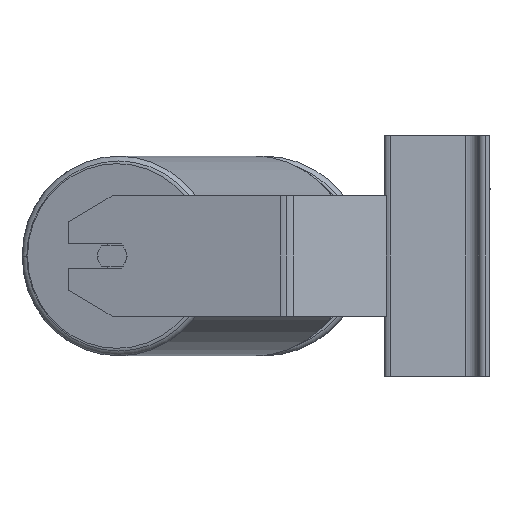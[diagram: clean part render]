
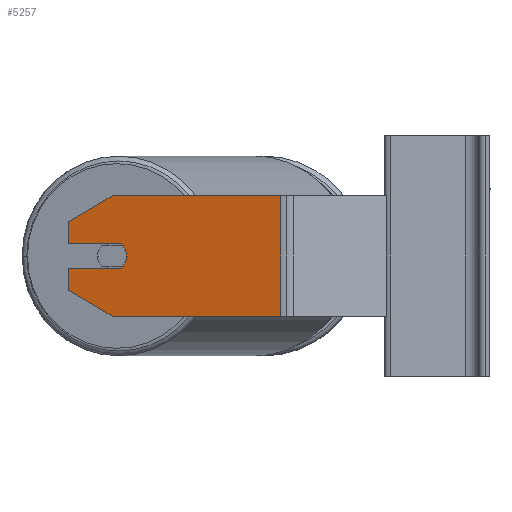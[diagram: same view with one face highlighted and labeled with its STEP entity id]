
A CAD part, left-side view. The second image highlights one B-rep face of the part: STEP entity #5257.
In plain terms, the highlighted planar face has unit normal (-0.966, 0.259, 0).
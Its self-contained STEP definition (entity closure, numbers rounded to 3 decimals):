
#77 = CARTESIAN_POINT ( 'NONE',  ( -566.545, 228.222, -22.679 ) ) ;
#528 = ORIENTED_EDGE ( 'NONE', *, *, #3776, .T. ) ;
#568 = LINE ( 'NONE', #7051, #2647 ) ;
#738 = CARTESIAN_POINT ( 'NONE',  ( -566.545, 228.222, 40. ) ) ;
#839 = CARTESIAN_POINT ( 'NONE',  ( -574.31, 199.245, 0. ) ) ;
#996 = DIRECTION ( 'NONE',  ( -0.224, -0.837, -0.5 ) ) ;
#1273 = VECTOR ( 'NONE', #1975, 1000. ) ;
#1276 = CARTESIAN_POINT ( 'NONE',  ( -575.863, 193.449, -8. ) ) ;
#1695 = VERTEX_POINT ( 'NONE', #6369 ) ;
#1753 = AXIS2_PLACEMENT_3D ( 'NONE', #3629, #6881, #5982 ) ;
#1807 = LINE ( 'NONE', #3527, #1273 ) ;
#1833 = CIRCLE ( 'NONE', #4223, 10. ) ;
#1975 = DIRECTION ( 'NONE',  ( 0., 0., -1. ) ) ;
#2054 = VERTEX_POINT ( 'NONE', #4951 ) ;
#2197 = DIRECTION ( 'NONE',  ( 0.224, 0.837, -0.5 ) ) ;
#2209 = FACE_OUTER_BOUND ( 'NONE', #5767, .T. ) ;
#2212 = VERTEX_POINT ( 'NONE', #10201 ) ;
#2256 = CARTESIAN_POINT ( 'NONE',  ( -566.545, 228.222, 40. ) ) ;
#2326 = DIRECTION ( 'NONE',  ( 0., 0., -1. ) ) ;
#2481 = VECTOR ( 'NONE', #6819, 1000. ) ;
#2647 = VECTOR ( 'NONE', #2197, 1000. ) ;
#2910 = VERTEX_POINT ( 'NONE', #4863 ) ;
#3049 = PLANE ( 'NONE',  #6391 ) ;
#3063 = EDGE_CURVE ( 'NONE', #7913, #10075, #4273, .T. ) ;
#3091 = LINE ( 'NONE', #9776, #7846 ) ;
#3149 = DIRECTION ( 'NONE',  ( -0.966, 0.259, 0. ) ) ;
#3498 = EDGE_CURVE ( 'NONE', #4780, #2054, #1807, .T. ) ;
#3527 = CARTESIAN_POINT ( 'NONE',  ( -604.399, 86.95, 40. ) ) ;
#3596 = EDGE_CURVE ( 'NONE', #1695, #2212, #568, .T. ) ;
#3602 = DIRECTION ( 'NONE',  ( 0.259, 0.966, 0. ) ) ;
#3629 = CARTESIAN_POINT ( 'NONE',  ( -574.31, 199.245, 0. ) ) ;
#3710 = ORIENTED_EDGE ( 'NONE', *, *, #9911, .T. ) ;
#3763 = ORIENTED_EDGE ( 'NONE', *, *, #4558, .F. ) ;
#3776 = EDGE_CURVE ( 'NONE', #4135, #2054, #4200, .T. ) ;
#4135 = VERTEX_POINT ( 'NONE', #5183 ) ;
#4200 = LINE ( 'NONE', #9267, #2481 ) ;
#4223 = AXIS2_PLACEMENT_3D ( 'NONE', #839, #3149, #8924 ) ;
#4273 = LINE ( 'NONE', #6050, #7592 ) ;
#4558 = EDGE_CURVE ( 'NONE', #2910, #8354, #8500, .T. ) ;
#4610 = ORIENTED_EDGE ( 'NONE', *, *, #5313, .T. ) ;
#4758 = DIRECTION ( 'NONE',  ( -0.259, -0.966, 0. ) ) ;
#4780 = VERTEX_POINT ( 'NONE', #6977 ) ;
#4863 = CARTESIAN_POINT ( 'NONE',  ( -575.863, 193.449, 8. ) ) ;
#4884 = EDGE_CURVE ( 'NONE', #10075, #9309, #10007, .T. ) ;
#4901 = CARTESIAN_POINT ( 'NONE',  ( -574.31, 199.245, -40. ) ) ;
#4951 = CARTESIAN_POINT ( 'NONE',  ( -604.399, 86.95, -40. ) ) ;
#4979 = VECTOR ( 'NONE', #3602, 1000. ) ;
#5183 = CARTESIAN_POINT ( 'NONE',  ( -574.31, 199.245, -40. ) ) ;
#5257 = ADVANCED_FACE ( 'NONE', ( #2209 ), #3049, .F. ) ;
#5313 = EDGE_CURVE ( 'NONE', #6996, #4135, #7378, .T. ) ;
#5767 = EDGE_LOOP ( 'NONE', ( #6573, #4610, #528, #7220, #6937, #6239, #3710, #3763, #9754, #8959, #7096 ) ) ;
#5982 = DIRECTION ( 'NONE',  ( -0.259, -0.966, 0. ) ) ;
#6050 = CARTESIAN_POINT ( 'NONE',  ( -566.545, 228.222, -8. ) ) ;
#6057 = VECTOR ( 'NONE', #996, 1000. ) ;
#6239 = ORIENTED_EDGE ( 'NONE', *, *, #3596, .T. ) ;
#6369 = CARTESIAN_POINT ( 'NONE',  ( -574.31, 199.245, 40. ) ) ;
#6391 = AXIS2_PLACEMENT_3D ( 'NONE', #2256, #8814, #8758 ) ;
#6502 = EDGE_CURVE ( 'NONE', #7913, #6996, #9675, .T. ) ;
#6573 = ORIENTED_EDGE ( 'NONE', *, *, #6502, .T. ) ;
#6592 = EDGE_CURVE ( 'NONE', #1695, #4780, #7295, .T. ) ;
#6819 = DIRECTION ( 'NONE',  ( -0.259, -0.966, 0. ) ) ;
#6881 = DIRECTION ( 'NONE',  ( -0.966, 0.259, 0. ) ) ;
#6937 = ORIENTED_EDGE ( 'NONE', *, *, #6592, .F. ) ;
#6977 = CARTESIAN_POINT ( 'NONE',  ( -604.399, 86.95, 40. ) ) ;
#6996 = VERTEX_POINT ( 'NONE', #77 ) ;
#7051 = CARTESIAN_POINT ( 'NONE',  ( -566.545, 228.222, 22.679 ) ) ;
#7096 = ORIENTED_EDGE ( 'NONE', *, *, #3063, .F. ) ;
#7220 = ORIENTED_EDGE ( 'NONE', *, *, #3498, .F. ) ;
#7295 = LINE ( 'NONE', #7893, #8501 ) ;
#7378 = LINE ( 'NONE', #4901, #6057 ) ;
#7550 = DIRECTION ( 'NONE',  ( -0.259, -0.966, 0. ) ) ;
#7592 = VECTOR ( 'NONE', #7550, 1000. ) ;
#7846 = VECTOR ( 'NONE', #10638, 1000. ) ;
#7893 = CARTESIAN_POINT ( 'NONE',  ( -566.545, 228.222, 40. ) ) ;
#7913 = VERTEX_POINT ( 'NONE', #9740 ) ;
#8124 = EDGE_CURVE ( 'NONE', #9309, #2910, #1833, .T. ) ;
#8354 = VERTEX_POINT ( 'NONE', #9143 ) ;
#8500 = LINE ( 'NONE', #9252, #4979 ) ;
#8501 = VECTOR ( 'NONE', #4758, 1000. ) ;
#8643 = CARTESIAN_POINT ( 'NONE',  ( -576.898, 189.585, 0. ) ) ;
#8758 = DIRECTION ( 'NONE',  ( 0.259, 0.966, 0. ) ) ;
#8814 = DIRECTION ( 'NONE',  ( 0.966, -0.259, 0. ) ) ;
#8924 = DIRECTION ( 'NONE',  ( -0.259, -0.966, 0. ) ) ;
#8959 = ORIENTED_EDGE ( 'NONE', *, *, #4884, .F. ) ;
#9015 = VECTOR ( 'NONE', #2326, 1000. ) ;
#9143 = CARTESIAN_POINT ( 'NONE',  ( -566.545, 228.222, 8. ) ) ;
#9252 = CARTESIAN_POINT ( 'NONE',  ( -566.545, 228.222, 8. ) ) ;
#9267 = CARTESIAN_POINT ( 'NONE',  ( -566.545, 228.222, -40. ) ) ;
#9309 = VERTEX_POINT ( 'NONE', #8643 ) ;
#9675 = LINE ( 'NONE', #738, #9015 ) ;
#9740 = CARTESIAN_POINT ( 'NONE',  ( -566.545, 228.222, -8. ) ) ;
#9754 = ORIENTED_EDGE ( 'NONE', *, *, #8124, .F. ) ;
#9776 = CARTESIAN_POINT ( 'NONE',  ( -566.545, 228.222, 40. ) ) ;
#9911 = EDGE_CURVE ( 'NONE', #2212, #8354, #3091, .T. ) ;
#10007 = CIRCLE ( 'NONE', #1753, 10. ) ;
#10075 = VERTEX_POINT ( 'NONE', #1276 ) ;
#10201 = CARTESIAN_POINT ( 'NONE',  ( -566.545, 228.222, 22.679 ) ) ;
#10638 = DIRECTION ( 'NONE',  ( 0., 0., -1. ) ) ;
